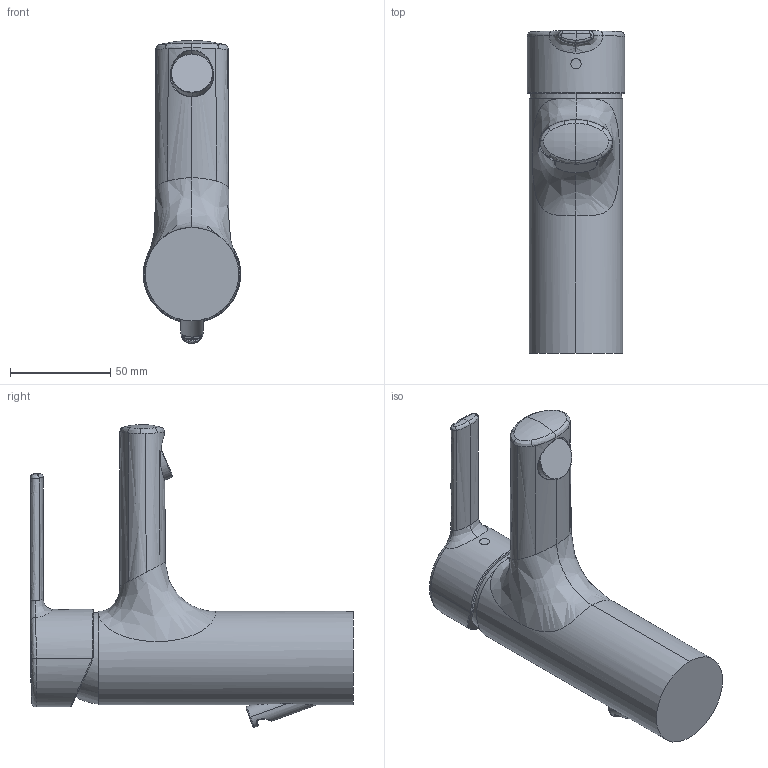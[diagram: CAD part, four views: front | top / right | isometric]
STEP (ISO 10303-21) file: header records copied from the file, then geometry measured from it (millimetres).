
FILE_DESCRIPTION (( 'STEP AP203' ), '1' );
FILE_NAME ('03092273.STEP', '2018-03-13T05:55:52', ( '' ), ( '' ), 'SwSTEP 2.0', 'SolidWorks 2016', '' );
FILE_SCHEMA (( 'CONFIG_CONTROL_DESIGN' ));
Length unit declared in the file: millimetre
Products named in the file (1): 03092273
Bounding box: 48.5 x 160.61 x 150.86 mm (x, y, z)
Volume: 350999.3 mm3; surface area: 40102.4 mm2
Topology: 1 solids, 1 shells, 92 faces, 226 edges, 135 vertices
Faces by surface type: bspline 67, cylinder 13, cone 4, torus 4, plane 4
Entity records: 8985 total; most frequent: CARTESIAN_POINT 7297, ORIENTED_EDGE 444, EDGE_CURVE 222, B_SPLINE_CURVE_WITH_KNOTS 158, DIRECTION 135, VERTEX_POINT 135, EDGE_LOOP 95, FACE_OUTER_BOUND 92
